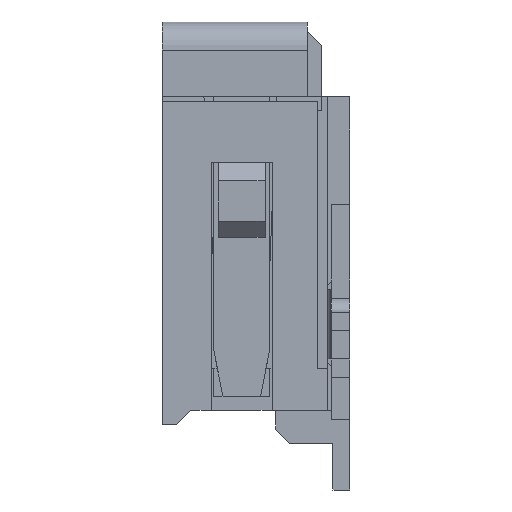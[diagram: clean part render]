
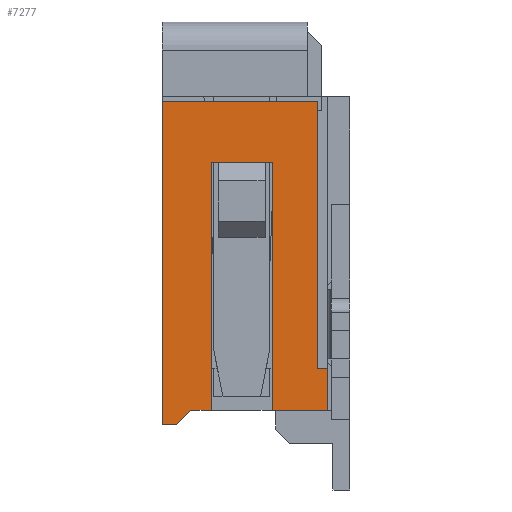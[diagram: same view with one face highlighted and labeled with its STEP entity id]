
A CAD part, left-side view. The second image highlights one B-rep face of the part: STEP entity #7277.
In plain terms, the highlighted planar face has unit normal (-1, 0, 0).
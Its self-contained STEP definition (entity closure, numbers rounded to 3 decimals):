
#13=DIRECTION('',(0.,-1.,0.));
#14=VECTOR('',#13,0.15);
#15=CARTESIAN_POINT('',(-4.15,2.,0.));
#16=LINE('',#15,#14);
#17=DIRECTION('',(0.,-1.,0.));
#18=VECTOR('',#17,1.65);
#19=CARTESIAN_POINT('',(-4.15,2.,3.45));
#20=LINE('',#19,#18);
#21=DIRECTION('',(0.,0.,-1.));
#22=VECTOR('',#21,2.85);
#23=CARTESIAN_POINT('',(-4.15,0.35,3.45));
#24=LINE('',#23,#22);
#25=DIRECTION('',(0.,1.,0.));
#26=VECTOR('',#25,0.11);
#27=CARTESIAN_POINT('',(-4.15,0.24,0.6));
#28=LINE('',#27,#26);
#29=DIRECTION('',(0.,0.,-1.));
#30=VECTOR('',#29,0.45);
#31=CARTESIAN_POINT('',(-4.15,0.24,0.6));
#32=LINE('',#31,#30);
#33=DIRECTION('',(0.,1.,0.));
#34=VECTOR('',#33,0.59);
#35=CARTESIAN_POINT('',(-4.15,0.24,0.15));
#36=LINE('',#35,#34);
#37=DIRECTION('',(0.,0.,1.));
#38=VECTOR('',#37,2.65);
#39=CARTESIAN_POINT('',(-4.15,0.83,0.15));
#40=LINE('',#39,#38);
#41=DIRECTION('',(0.,1.,0.));
#42=VECTOR('',#41,0.65);
#43=CARTESIAN_POINT('',(-4.15,0.83,2.8));
#44=LINE('',#43,#42);
#45=DIRECTION('',(0.,0.,1.));
#46=VECTOR('',#45,2.65);
#47=CARTESIAN_POINT('',(-4.15,1.48,0.15));
#48=LINE('',#47,#46);
#49=DIRECTION('',(0.,1.,0.));
#50=VECTOR('',#49,0.22);
#51=CARTESIAN_POINT('',(-4.15,1.48,0.15));
#52=LINE('',#51,#50);
#53=DIRECTION('',(0.,-0.707,0.707));
#54=VECTOR('',#53,0.212);
#55=CARTESIAN_POINT('',(-4.15,1.85,0.));
#56=LINE('',#55,#54);
#57=DIRECTION('',(0.,0.,1.));
#58=VECTOR('',#57,3.45);
#59=CARTESIAN_POINT('',(-4.15,2.,0.));
#60=LINE('',#59,#58);
#5458=CARTESIAN_POINT('',(-4.15,2.,0.));
#5460=VERTEX_POINT('',#5458);
#5579=CARTESIAN_POINT('',(-4.15,0.83,2.8));
#5580=CARTESIAN_POINT('',(-4.15,1.48,2.8));
#5581=VERTEX_POINT('',#5579);
#5582=VERTEX_POINT('',#5580);
#5583=CARTESIAN_POINT('',(-4.15,0.83,0.15));
#5584=VERTEX_POINT('',#5583);
#5585=CARTESIAN_POINT('',(-4.15,1.48,0.15));
#5586=VERTEX_POINT('',#5585);
#5753=CARTESIAN_POINT('',(-4.15,1.85,0.));
#5755=VERTEX_POINT('',#5753);
#5759=CARTESIAN_POINT('',(-4.15,1.7,0.15));
#5760=VERTEX_POINT('',#5759);
#6341=CARTESIAN_POINT('',(-4.15,0.24,0.15));
#6343=VERTEX_POINT('',#6341);
#6353=CARTESIAN_POINT('',(-4.15,0.24,0.6));
#6354=CARTESIAN_POINT('',(-4.15,0.35,0.6));
#6355=VERTEX_POINT('',#6353);
#6356=VERTEX_POINT('',#6354);
#6383=CARTESIAN_POINT('',(-4.15,2.,3.45));
#6385=VERTEX_POINT('',#6383);
#6387=CARTESIAN_POINT('',(-4.15,0.35,3.45));
#6388=VERTEX_POINT('',#6387);
#7248=CARTESIAN_POINT('',(-4.15,2.,0.));
#7249=DIRECTION('',(-1.,0.,0.));
#7250=DIRECTION('',(0.,-1.,0.));
#7251=AXIS2_PLACEMENT_3D('',#7248,#7249,#7250);
#7252=PLANE('',#7251);
#7254=ORIENTED_EDGE('',*,*,#7253,.T.);
#7256=ORIENTED_EDGE('',*,*,#7255,.T.);
#7258=ORIENTED_EDGE('',*,*,#7257,.F.);
#7260=ORIENTED_EDGE('',*,*,#7259,.T.);
#7262=ORIENTED_EDGE('',*,*,#7261,.T.);
#7264=ORIENTED_EDGE('',*,*,#7263,.T.);
#7266=ORIENTED_EDGE('',*,*,#7265,.T.);
#7268=ORIENTED_EDGE('',*,*,#7267,.F.);
#7270=ORIENTED_EDGE('',*,*,#7269,.T.);
#7271=ORIENTED_EDGE('',*,*,#7239,.F.);
#7272=ORIENTED_EDGE('',*,*,#7228,.F.);
#7274=ORIENTED_EDGE('',*,*,#7273,.T.);
#7275=EDGE_LOOP('',(#7254,#7256,#7258,#7260,#7262,#7264,#7266,#7268,#7270,#7271,
#7272,#7274));
#7276=FACE_OUTER_BOUND('',#7275,.F.);
#7277=ADVANCED_FACE('',(#7276),#7252,.T.);
#7228=EDGE_CURVE('',#5460,#5755,#16,.T.);
#7239=EDGE_CURVE('',#5755,#5760,#56,.T.);
#7253=EDGE_CURVE('',#6385,#6388,#20,.T.);
#7255=EDGE_CURVE('',#6388,#6356,#24,.T.);
#7257=EDGE_CURVE('',#6355,#6356,#28,.T.);
#7259=EDGE_CURVE('',#6355,#6343,#32,.T.);
#7261=EDGE_CURVE('',#6343,#5584,#36,.T.);
#7263=EDGE_CURVE('',#5584,#5581,#40,.T.);
#7265=EDGE_CURVE('',#5581,#5582,#44,.T.);
#7267=EDGE_CURVE('',#5586,#5582,#48,.T.);
#7269=EDGE_CURVE('',#5586,#5760,#52,.T.);
#7273=EDGE_CURVE('',#5460,#6385,#60,.T.);
